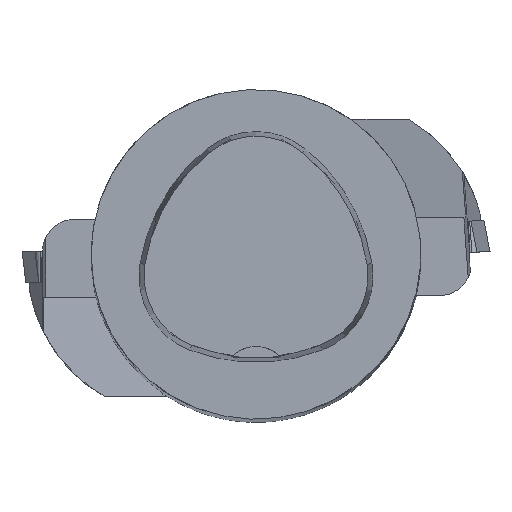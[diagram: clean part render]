
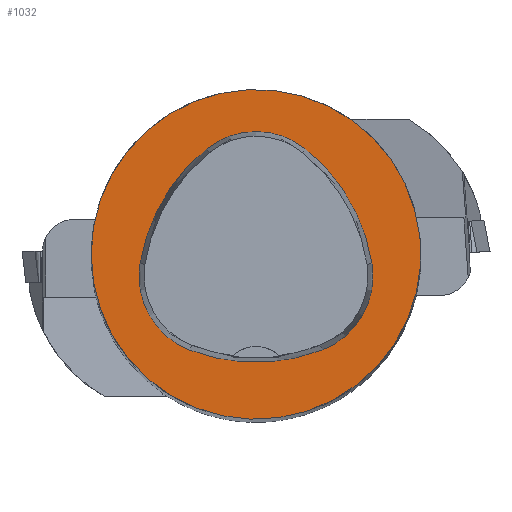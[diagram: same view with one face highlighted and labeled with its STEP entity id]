
A CAD part, top view. The second image highlights one B-rep face of the part: STEP entity #1032.
In plain terms, the highlighted planar face has unit normal (0, 0, 1).
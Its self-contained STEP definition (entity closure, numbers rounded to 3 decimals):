
#720=FACE_BOUND('',#1538,.T.);
#721=FACE_BOUND('',#1539,.T.);
#880=CIRCLE('',#4294,25.);
#881=CIRCLE('',#4300,28.);
#883=CIRCLE('',#4303,12.);
#885=CIRCLE('',#4306,28.);
#887=CIRCLE('',#4309,12.);
#891=CIRCLE('',#4314,28.);
#893=CIRCLE('',#4317,12.);
#1032=ADVANCED_FACE('',(#720,#721),#1177,.T.);
#1177=PLANE('',#4322);
#1538=EDGE_LOOP('',(#2312,#2313,#2314,#2315,#2316,#2317));
#1539=EDGE_LOOP('',(#2318));
#2312=ORIENTED_EDGE('',*,*,#3227,.T.);
#2313=ORIENTED_EDGE('',*,*,#3207,.T.);
#2314=ORIENTED_EDGE('',*,*,#3211,.T.);
#2315=ORIENTED_EDGE('',*,*,#3214,.T.);
#2316=ORIENTED_EDGE('',*,*,#3217,.T.);
#2317=ORIENTED_EDGE('',*,*,#3225,.T.);
#2318=ORIENTED_EDGE('',*,*,#3198,.F.);
#2792=VERTEX_POINT('',#6496);
#2801=VERTEX_POINT('',#6515);
#2802=VERTEX_POINT('',#6516);
#2805=VERTEX_POINT('',#6524);
#2807=VERTEX_POINT('',#6530);
#2809=VERTEX_POINT('',#6536);
#2816=VERTEX_POINT('',#6557);
#3198=EDGE_CURVE('',#2792,#2792,#880,.T.);
#3207=EDGE_CURVE('',#2801,#2802,#881,.T.);
#3211=EDGE_CURVE('',#2802,#2805,#883,.T.);
#3214=EDGE_CURVE('',#2805,#2807,#885,.T.);
#3217=EDGE_CURVE('',#2807,#2809,#887,.T.);
#3225=EDGE_CURVE('',#2809,#2816,#891,.T.);
#3227=EDGE_CURVE('',#2816,#2801,#893,.T.);
#4294=AXIS2_PLACEMENT_3D('',#6495,#4997,#4998);
#4300=AXIS2_PLACEMENT_3D('',#6514,#5013,#5014);
#4303=AXIS2_PLACEMENT_3D('',#6523,#5021,#5022);
#4306=AXIS2_PLACEMENT_3D('',#6529,#5028,#5029);
#4309=AXIS2_PLACEMENT_3D('',#6535,#5035,#5036);
#4314=AXIS2_PLACEMENT_3D('',#6558,#5047,#5048);
#4317=AXIS2_PLACEMENT_3D('',#6561,#5053,#5054);
#4322=AXIS2_PLACEMENT_3D('',#6566,#5063,#5064);
#4997=DIRECTION('',(0.,0.,-1.));
#4998=DIRECTION('',(-1.,0.,0.));
#5013=DIRECTION('',(0.,0.,-1.));
#5014=DIRECTION('',(-1.,0.,0.));
#5021=DIRECTION('',(0.,0.,-1.));
#5022=DIRECTION('',(-1.,0.,0.));
#5028=DIRECTION('',(0.,0.,-1.));
#5029=DIRECTION('',(-1.,0.,0.));
#5035=DIRECTION('',(0.,0.,-1.));
#5036=DIRECTION('',(-1.,0.,0.));
#5047=DIRECTION('',(0.,0.,-1.));
#5048=DIRECTION('',(-1.,0.,0.));
#5053=DIRECTION('',(0.,0.,-1.));
#5054=DIRECTION('',(-1.,0.,0.));
#5063=DIRECTION('',(0.,0.,1.));
#5064=DIRECTION('',(-1.,0.,0.));
#6495=CARTESIAN_POINT('',(0.,0.,0.));
#6496=CARTESIAN_POINT('',(-25.,0.,0.));
#6514=CARTESIAN_POINT('',(10.068,-5.824,0.));
#6515=CARTESIAN_POINT('',(-17.584,-1.424,0.));
#6516=CARTESIAN_POINT('',(-7.531,15.953,0.));
#6523=CARTESIAN_POINT('',(0.011,6.62,0.));
#6524=CARTESIAN_POINT('',(7.567,15.942,0.));
#6529=CARTESIAN_POINT('',(-10.063,-5.81,0.));
#6530=CARTESIAN_POINT('',(17.59,-1.418,0.));
#6535=CARTESIAN_POINT('',(5.739,-3.3,0.));
#6536=CARTESIAN_POINT('',(10.05,-14.499,0.));
#6557=CARTESIAN_POINT('',(-10.025,-14.516,0.));
#6558=CARTESIAN_POINT('',(-0.01,11.631,0.));
#6561=CARTESIAN_POINT('',(-5.733,-3.31,0.));
#6566=CARTESIAN_POINT('',(0.,0.,0.));
